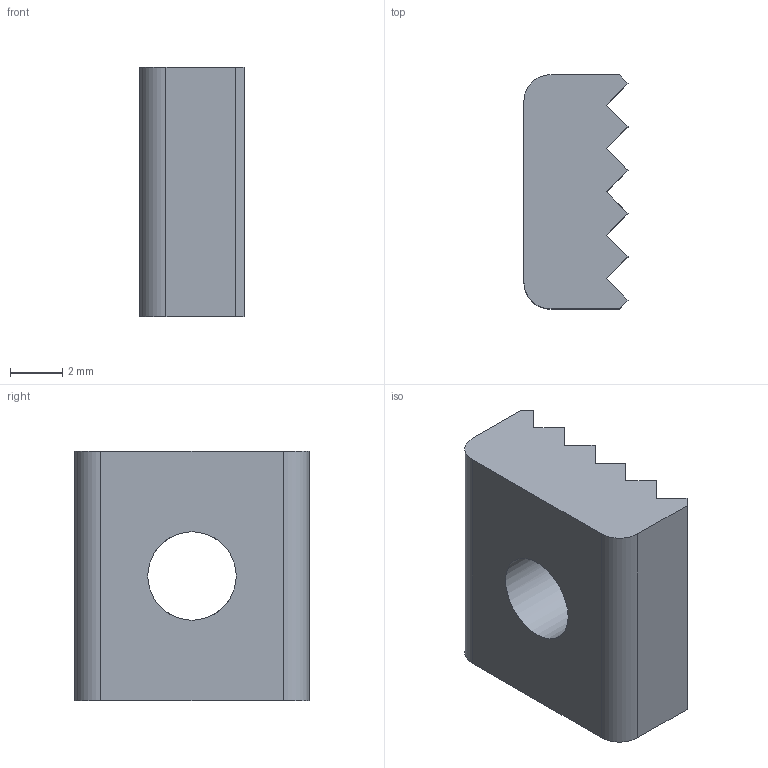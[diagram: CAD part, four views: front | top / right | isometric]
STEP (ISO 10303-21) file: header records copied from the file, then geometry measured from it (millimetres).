
FILE_DESCRIPTION(/* description */ (''),/* implementation_level */ '2;1');
FILE_NAME(/* name */ 'Retainer v1.3.2.step',/* time_stamp */ '2022-08-22T08:38:44+07:00',/* author */ (''),/* organization */ (''),/* preprocessor_version */ 'ST-DEVELOPER v19',/* originating_system */ 'Autodesk Translation Framework v11.7.0.108',/* authorisation */ '');
FILE_SCHEMA (('AUTOMOTIVE_DESIGN { 1 0 10303 214 3 1 1 }'));
Length unit declared in the file: millimetre
Products named in the file (1): Retainer
Bounding box: 4 x 9 x 9.6 mm (x, y, z)
Volume: 274.4 mm3; surface area: 350.1 mm2
Topology: 1 solids, 1 shells, 24 faces, 68 edges, 45 vertices
Faces by surface type: plane 21, cylinder 3
Full cylindrical faces by diameter (mm): 3.4 x1
Entity records: 816 total; most frequent: CARTESIAN_POINT 138, ORIENTED_EDGE 136, DIRECTION 133, EDGE_CURVE 68, LINE 53, VECTOR 53, VERTEX_POINT 45, AXIS2_PLACEMENT_3D 40
